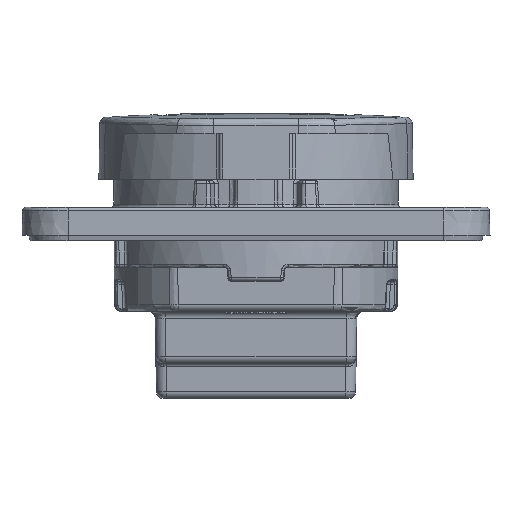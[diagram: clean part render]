
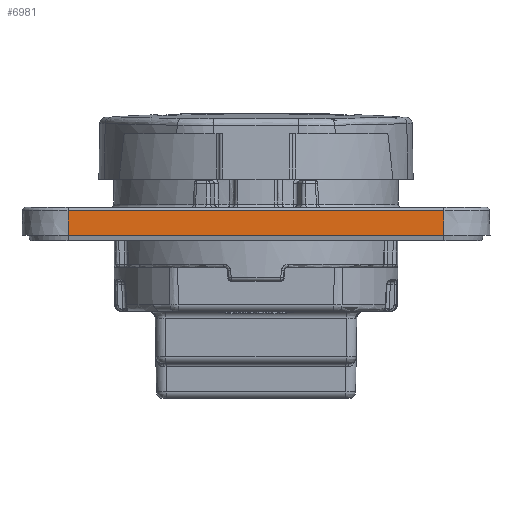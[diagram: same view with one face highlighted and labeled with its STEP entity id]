
A CAD part, front view. The second image highlights one B-rep face of the part: STEP entity #6981.
In plain terms, the highlighted planar face has unit normal (0, -1, 0.018).
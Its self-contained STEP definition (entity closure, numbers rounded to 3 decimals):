
#2254 = DIRECTION ( 'NONE',  ( 0., -1., 0.017 ) ) ;
#2649 = FACE_OUTER_BOUND ( 'NONE', #36387, .T. ) ;
#2899 = CARTESIAN_POINT ( 'NONE',  ( -28.1, -35., 4.37 ) ) ;
#3349 = CARTESIAN_POINT ( 'NONE',  ( -28.1, -34.935, 8.079 ) ) ;
#6981 = ADVANCED_FACE ( 'NONE', ( #2649 ), #15806, .T. ) ;
#7386 = EDGE_CURVE ( 'NONE', #37446, #41211, #22637, .T. ) ;
#8124 = CARTESIAN_POINT ( 'NONE',  ( 28.1, -35., 4.37 ) ) ;
#11311 = VERTEX_POINT ( 'NONE', #30755 ) ;
#11999 = VERTEX_POINT ( 'NONE', #28333 ) ;
#15806 = PLANE ( 'NONE',  #17317 ) ;
#16099 = LINE ( 'NONE', #18491, #33216 ) ;
#17236 = CARTESIAN_POINT ( 'NONE',  ( -28.1, -34.935, 8.079 ) ) ;
#17317 = AXIS2_PLACEMENT_3D ( 'NONE', #36220, #2254, #26411 ) ;
#17334 = ORIENTED_EDGE ( 'NONE', *, *, #39351, .T. ) ;
#17868 = VECTOR ( 'NONE', #42372, 1000. ) ;
#18491 = CARTESIAN_POINT ( 'NONE',  ( -28.1, -35., 4.37 ) ) ;
#20004 = ORIENTED_EDGE ( 'NONE', *, *, #38390, .T. ) ;
#20937 = ORIENTED_EDGE ( 'NONE', *, *, #27331, .F. ) ;
#22058 = DIRECTION ( 'NONE',  ( 0., 0.017, 1. ) ) ;
#22637 = LINE ( 'NONE', #17236, #37554 ) ;
#26411 = DIRECTION ( 'NONE',  ( 0., -0.017, -1. ) ) ;
#27037 = DIRECTION ( 'NONE',  ( 1., 0., 0. ) ) ;
#27331 = EDGE_CURVE ( 'NONE', #11311, #41211, #16099, .T. ) ;
#28047 = LINE ( 'NONE', #8124, #17868 ) ;
#28333 = CARTESIAN_POINT ( 'NONE',  ( 28.1, -35., 4.37 ) ) ;
#29141 = VECTOR ( 'NONE', #27037, 1000. ) ;
#30755 = CARTESIAN_POINT ( 'NONE',  ( -28.1, -35., 4.37 ) ) ;
#33216 = VECTOR ( 'NONE', #22058, 1000. ) ;
#35045 = CARTESIAN_POINT ( 'NONE',  ( 28.1, -34.935, 8.079 ) ) ;
#36220 = CARTESIAN_POINT ( 'NONE',  ( -28.1, -35., 4.37 ) ) ;
#36387 = EDGE_LOOP ( 'NONE', ( #20004, #38244, #20937, #17334 ) ) ;
#37446 = VERTEX_POINT ( 'NONE', #35045 ) ;
#37554 = VECTOR ( 'NONE', #41069, 1000. ) ;
#38244 = ORIENTED_EDGE ( 'NONE', *, *, #7386, .T. ) ;
#38390 = EDGE_CURVE ( 'NONE', #11999, #37446, #28047, .T. ) ;
#39230 = LINE ( 'NONE', #2899, #29141 ) ;
#39351 = EDGE_CURVE ( 'NONE', #11311, #11999, #39230, .T. ) ;
#41069 = DIRECTION ( 'NONE',  ( -1., 0., 0. ) ) ;
#41211 = VERTEX_POINT ( 'NONE', #3349 ) ;
#42372 = DIRECTION ( 'NONE',  ( 0., 0.017, 1. ) ) ;
